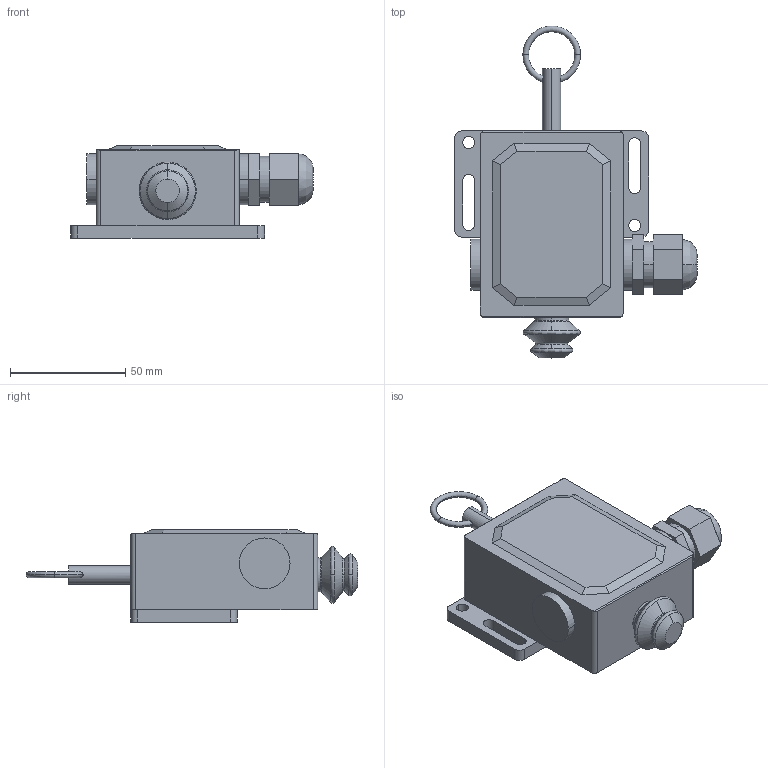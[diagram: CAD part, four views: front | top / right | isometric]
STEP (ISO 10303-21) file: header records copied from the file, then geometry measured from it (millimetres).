
FILE_DESCRIPTION((''),'2;1');
FILE_NAME('3d_P2L101311.stp','2012-10-03T08:30:23',(''),(''),'Mechanical Desktop 2011','Mechanical Desktop 2011',', , ');
FILE_SCHEMA(('CONFIG_CONTROL_DESIGN'));
Length unit declared in the file: millimetre
Products named in the file (1): Product
Bounding box: 105.1 x 143.97 x 40 mm (x, y, z)
Volume: 211370.6 mm3; surface area: 46107.1 mm2
Topology: 12 solids, 12 shells, 110 faces, 275 edges, 192 vertices
Faces by surface type: plane 53, cylinder 28, bspline 25, torus 4
Entity records: 4108 total; most frequent: CARTESIAN_POINT 1415, DIRECTION 549, ORIENTED_EDGE 522, EDGE_CURVE 261, AXIS2_PLACEMENT_3D 200, VERTEX_POINT 172, VECTOR 149, LINE 149
